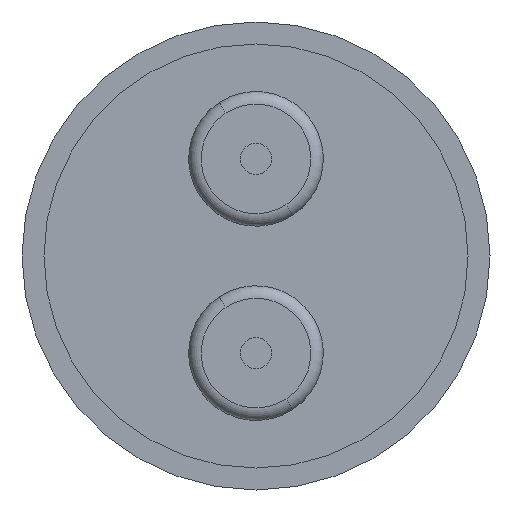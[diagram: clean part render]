
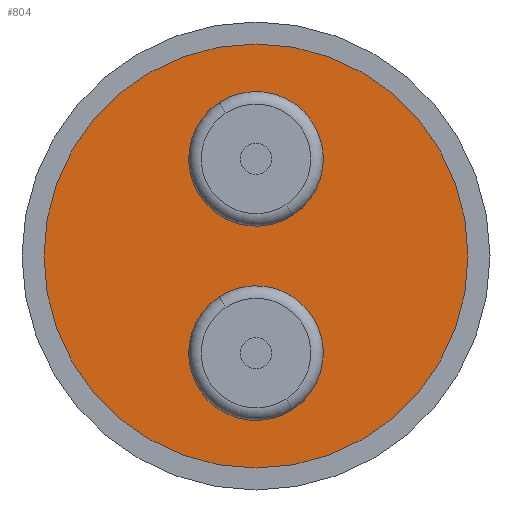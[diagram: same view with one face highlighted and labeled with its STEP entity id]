
A CAD part, front view. The second image highlights one B-rep face of the part: STEP entity #804.
In plain terms, the highlighted planar face has unit normal (0, -1, 0).
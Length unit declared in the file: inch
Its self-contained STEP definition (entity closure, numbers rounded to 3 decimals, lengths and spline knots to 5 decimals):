
#3 = EDGE_LOOP ( 'NONE', ( #715, #742 ) ) ;
#5 = CARTESIAN_POINT ( 'NONE',  ( 0., 0.47, -0.2485 ) ) ;
#7 = DIRECTION ( 'NONE',  ( 0., 1., 0. ) ) ;
#60 = VERTEX_POINT ( 'NONE', #1069 ) ;
#70 = AXIS2_PLACEMENT_3D ( 'NONE', #543, #233, #155 ) ;
#73 = VERTEX_POINT ( 'NONE', #978 ) ;
#87 = DIRECTION ( 'NONE',  ( 1., 0., 0. ) ) ;
#155 = DIRECTION ( 'NONE',  ( 1., 0., 0. ) ) ;
#186 = ORIENTED_EDGE ( 'NONE', *, *, #672, .T. ) ;
#192 = DIRECTION ( 'NONE',  ( 0., -1., 0. ) ) ;
#205 = CIRCLE ( 'NONE', #289, 0.3385 ) ;
#220 = CARTESIAN_POINT ( 'NONE',  ( 0., 0.47, 0.155 ) ) ;
#233 = DIRECTION ( 'NONE',  ( 0., 1., 0. ) ) ;
#240 = CIRCLE ( 'NONE', #367, 0.0935 ) ;
#272 = EDGE_LOOP ( 'NONE', ( #933, #186 ) ) ;
#274 = CARTESIAN_POINT ( 'NONE',  ( 0., 0.47, 0.155 ) ) ;
#282 = EDGE_CURVE ( 'NONE', #73, #368, #503, .T. ) ;
#289 = AXIS2_PLACEMENT_3D ( 'NONE', #777, #7, #478 ) ;
#297 = DIRECTION ( 'NONE',  ( 0., 1., 0. ) ) ;
#367 = AXIS2_PLACEMENT_3D ( 'NONE', #274, #947, #87 ) ;
#368 = VERTEX_POINT ( 'NONE', #516 ) ;
#394 = DIRECTION ( 'NONE',  ( 1., 0., 0. ) ) ;
#398 = CIRCLE ( 'NONE', #925, 0.0935 ) ;
#414 = EDGE_LOOP ( 'NONE', ( #540, #812 ) ) ;
#418 = CIRCLE ( 'NONE', #441, 0.0935 ) ;
#441 = AXIS2_PLACEMENT_3D ( 'NONE', #445, #562, #541 ) ;
#445 = CARTESIAN_POINT ( 'NONE',  ( 0., 0.47, -0.155 ) ) ;
#454 = VERTEX_POINT ( 'NONE', #5 ) ;
#478 = DIRECTION ( 'NONE',  ( 1., 0., 0. ) ) ;
#482 = EDGE_CURVE ( 'NONE', #368, #73, #240, .T. ) ;
#488 = DIRECTION ( 'NONE',  ( 1., 0., 0. ) ) ;
#503 = CIRCLE ( 'NONE', #1116, 0.0935 ) ;
#516 = CARTESIAN_POINT ( 'NONE',  ( 0., 0.47, 0.2485 ) ) ;
#540 = ORIENTED_EDGE ( 'NONE', *, *, #482, .F. ) ;
#541 = DIRECTION ( 'NONE',  ( 1., 0., 0. ) ) ;
#543 = CARTESIAN_POINT ( 'NONE',  ( 0., 0.47, 0. ) ) ;
#549 = CIRCLE ( 'NONE', #70, 0.3385 ) ;
#562 = DIRECTION ( 'NONE',  ( 0., 1., 0. ) ) ;
#567 = CARTESIAN_POINT ( 'NONE',  ( 0., 0.47, -0.356 ) ) ;
#572 = FACE_BOUND ( 'NONE', #272, .T. ) ;
#614 = AXIS2_PLACEMENT_3D ( 'NONE', #567, #192, #394 ) ;
#629 = VERTEX_POINT ( 'NONE', #1045 ) ;
#660 = FACE_BOUND ( 'NONE', #414, .T. ) ;
#664 = PLANE ( 'NONE',  #614 ) ;
#672 = EDGE_CURVE ( 'NONE', #629, #454, #418, .T. ) ;
#715 = ORIENTED_EDGE ( 'NONE', *, *, #1183, .F. ) ;
#742 = ORIENTED_EDGE ( 'NONE', *, *, #888, .F. ) ;
#777 = CARTESIAN_POINT ( 'NONE',  ( 0., 0.47, 0. ) ) ;
#780 = DIRECTION ( 'NONE',  ( 0., -1., 0. ) ) ;
#804 = ADVANCED_FACE ( 'NONE', ( #572, #660, #1156 ), #664, .T. ) ;
#812 = ORIENTED_EDGE ( 'NONE', *, *, #282, .F. ) ;
#882 = VERTEX_POINT ( 'NONE', #1155 ) ;
#888 = EDGE_CURVE ( 'NONE', #882, #60, #205, .T. ) ;
#897 = EDGE_CURVE ( 'NONE', #454, #629, #398, .T. ) ;
#925 = AXIS2_PLACEMENT_3D ( 'NONE', #1164, #297, #488 ) ;
#933 = ORIENTED_EDGE ( 'NONE', *, *, #897, .T. ) ;
#947 = DIRECTION ( 'NONE',  ( 0., -1., 0. ) ) ;
#978 = CARTESIAN_POINT ( 'NONE',  ( 0., 0.47, 0.0615 ) ) ;
#1045 = CARTESIAN_POINT ( 'NONE',  ( 0., 0.47, -0.0615 ) ) ;
#1069 = CARTESIAN_POINT ( 'NONE',  ( 0., 0.47, 0.3385 ) ) ;
#1078 = DIRECTION ( 'NONE',  ( 1., 0., 0. ) ) ;
#1116 = AXIS2_PLACEMENT_3D ( 'NONE', #220, #780, #1078 ) ;
#1155 = CARTESIAN_POINT ( 'NONE',  ( 0., 0.47, -0.3385 ) ) ;
#1156 = FACE_OUTER_BOUND ( 'NONE', #3, .T. ) ;
#1164 = CARTESIAN_POINT ( 'NONE',  ( 0., 0.47, -0.155 ) ) ;
#1183 = EDGE_CURVE ( 'NONE', #60, #882, #549, .T. ) ;
